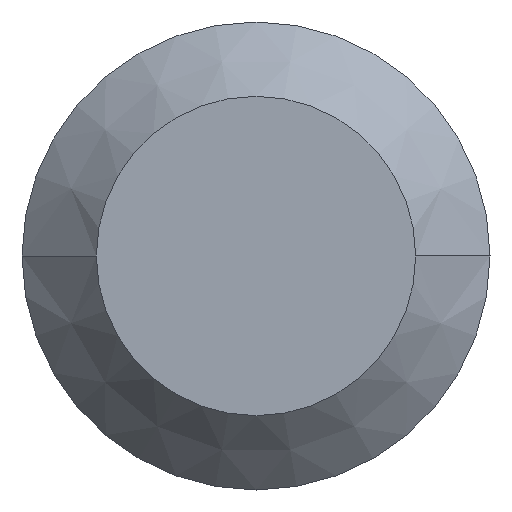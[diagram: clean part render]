
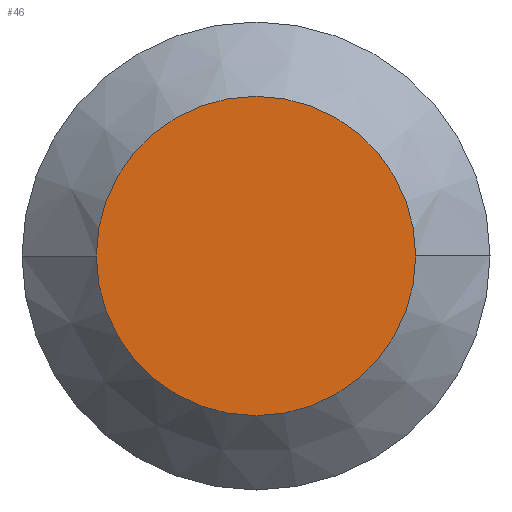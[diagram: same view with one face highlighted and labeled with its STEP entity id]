
A CAD part, left-side view. The second image highlights one B-rep face of the part: STEP entity #46.
In plain terms, the highlighted planar face has unit normal (-1, 0, 0).
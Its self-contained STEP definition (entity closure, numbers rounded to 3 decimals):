
#24 = EDGE_CURVE ( 'NONE', #402, #27, #315, .T. ) ;
#27 = VERTEX_POINT ( 'NONE', #361 ) ;
#33 = AXIS2_PLACEMENT_3D ( 'NONE', #320, #47, #393 ) ;
#46 = ADVANCED_FACE ( 'NONE', ( #255 ), #260, .T. ) ;
#47 = DIRECTION ( 'NONE',  ( 1., 0., 0. ) ) ;
#87 = DIRECTION ( 'NONE',  ( -1., 0., 0. ) ) ;
#104 = CARTESIAN_POINT ( 'NONE',  ( 0., 1.365, 0. ) ) ;
#131 = AXIS2_PLACEMENT_3D ( 'NONE', #367, #87, #328 ) ;
#227 = DIRECTION ( 'NONE',  ( 1., 0., 0. ) ) ;
#253 = CARTESIAN_POINT ( 'NONE',  ( 0., 0., 0. ) ) ;
#255 = FACE_OUTER_BOUND ( 'NONE', #262, .T. ) ;
#260 = PLANE ( 'NONE',  #131 ) ;
#262 = EDGE_LOOP ( 'NONE', ( #266, #271 ) ) ;
#266 = ORIENTED_EDGE ( 'NONE', *, *, #24, .F. ) ;
#271 = ORIENTED_EDGE ( 'NONE', *, *, #359, .F. ) ;
#301 = AXIS2_PLACEMENT_3D ( 'NONE', #253, #227, #347 ) ;
#315 = CIRCLE ( 'NONE', #33, 1.365 ) ;
#320 = CARTESIAN_POINT ( 'NONE',  ( 0., 0., 0. ) ) ;
#328 = DIRECTION ( 'NONE',  ( 0., -1., 0. ) ) ;
#338 = CIRCLE ( 'NONE', #301, 1.365 ) ;
#347 = DIRECTION ( 'NONE',  ( 0., 1., 0. ) ) ;
#359 = EDGE_CURVE ( 'NONE', #27, #402, #338, .T. ) ;
#361 = CARTESIAN_POINT ( 'NONE',  ( 0., -1.365, 0. ) ) ;
#367 = CARTESIAN_POINT ( 'NONE',  ( 0., 0., 0. ) ) ;
#393 = DIRECTION ( 'NONE',  ( 0., 1., 0. ) ) ;
#402 = VERTEX_POINT ( 'NONE', #104 ) ;
